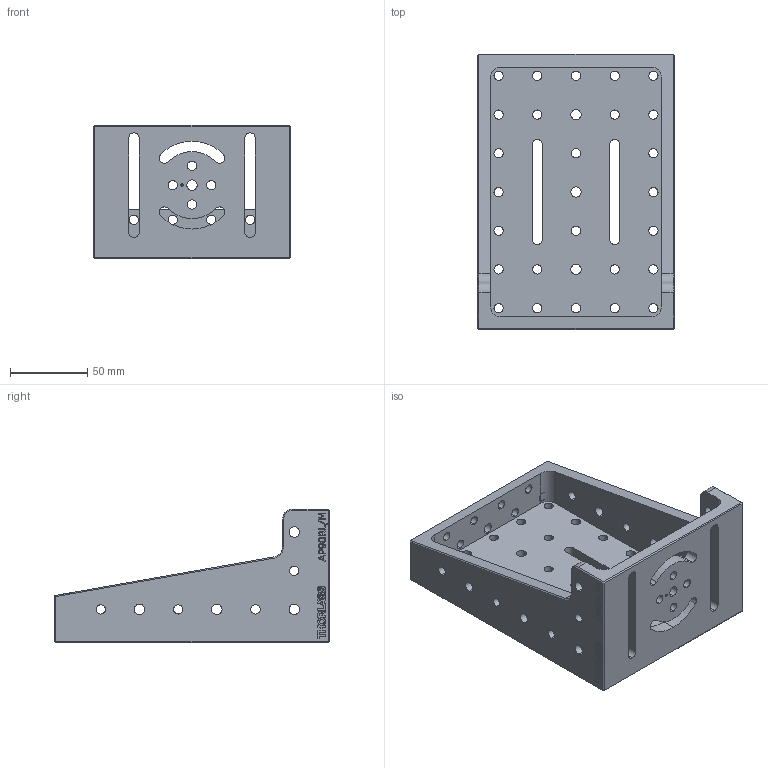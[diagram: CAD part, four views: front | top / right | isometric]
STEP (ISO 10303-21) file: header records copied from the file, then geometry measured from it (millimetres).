
FILE_DESCRIPTION (( 'STEP AP214' ), '1' );
FILE_NAME ('6649-001.STEP', '2017-08-24T20:03:38', ( '' ), ( '' ), 'SwSTEP 2.0', 'SolidWorks 2016', '' );
FILE_SCHEMA (( 'AUTOMOTIVE_DESIGN' ));
Length unit declared in the file: inch
Products named in the file (1): 6649-001
Bounding box: 127 x 177.8 x 86.36 mm (x, y, z)
Volume: 370691.9 mm3; surface area: 109655.5 mm2
Topology: 1 solids, 1 shells, 465 faces, 1276 edges, 840 vertices
Faces by surface type: plane 207, cylinder 150, bspline 104, cone 4
Entity records: 21625 total; most frequent: CARTESIAN_POINT 5456, ORIENTED_EDGE 2552, DIRECTION 2096, EDGE_CURVE 1276, VERTEX_POINT 840, VECTOR 760, LINE 760, AXIS2_PLACEMENT_3D 668
